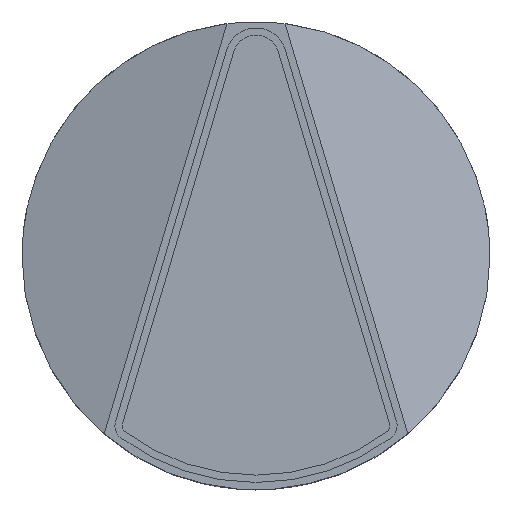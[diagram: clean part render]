
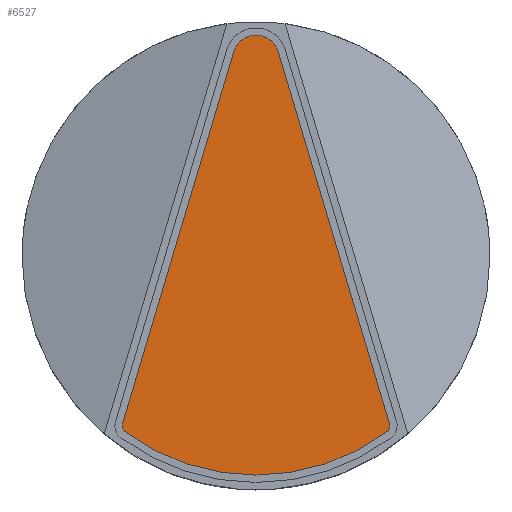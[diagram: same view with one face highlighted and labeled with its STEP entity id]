
A CAD part, top view. The second image highlights one B-rep face of the part: STEP entity #6527.
In plain terms, the highlighted planar face has unit normal (0, 0, 1).
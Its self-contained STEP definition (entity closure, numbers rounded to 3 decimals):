
#214 = LINE ( 'NONE', #966, #1041 ) ;
#647 = ORIENTED_EDGE ( 'NONE', *, *, #2025, .T. ) ;
#670 = DIRECTION ( 'NONE',  ( -0.287, 0.958, 0. ) ) ;
#687 = CARTESIAN_POINT ( 'NONE',  ( 0., 27., 18.5 ) ) ;
#730 = ORIENTED_EDGE ( 'NONE', *, *, #3729, .T. ) ;
#934 = CARTESIAN_POINT ( 'NONE',  ( 18.253, -22.992, 18.5 ) ) ;
#966 = CARTESIAN_POINT ( 'NONE',  ( -18.253, -22.992, 18.5 ) ) ;
#1035 = EDGE_CURVE ( 'NONE', #3671, #4074, #214, .T. ) ;
#1041 = VECTOR ( 'NONE', #5808, 1000. ) ;
#1090 = AXIS2_PLACEMENT_3D ( 'NONE', #2263, #2880, #6484 ) ;
#1165 = DIRECTION ( 'NONE',  ( -1., 0., 0. ) ) ;
#1322 = EDGE_CURVE ( 'NONE', #5071, #4800, #5911, .T. ) ;
#1334 = DIRECTION ( 'NONE',  ( 0., 0., 1. ) ) ;
#1905 = VERTEX_POINT ( 'NONE', #1985 ) ;
#1985 = CARTESIAN_POINT ( 'NONE',  ( 3.03, 27.906, 18.5 ) ) ;
#2025 = EDGE_CURVE ( 'NONE', #4074, #5854, #5502, .T. ) ;
#2032 = EDGE_CURVE ( 'NONE', #4800, #6407, #4350, .T. ) ;
#2149 = ORIENTED_EDGE ( 'NONE', *, *, #2032, .T. ) ;
#2263 = CARTESIAN_POINT ( 'NONE',  ( 0., 0., 18.5 ) ) ;
#2397 = CIRCLE ( 'NONE', #2601, 3.163 ) ;
#2516 = DIRECTION ( 'NONE',  ( 1., 0., 0. ) ) ;
#2567 = EDGE_CURVE ( 'NONE', #1905, #3671, #2397, .T. ) ;
#2601 = AXIS2_PLACEMENT_3D ( 'NONE', #687, #5522, #7324 ) ;
#2880 = DIRECTION ( 'NONE',  ( 0., 0., 1. ) ) ;
#3252 = CARTESIAN_POINT ( 'NONE',  ( -17.892, -24.081, 18.5 ) ) ;
#3336 = DIRECTION ( 'NONE',  ( 1., 0., 0. ) ) ;
#3671 = VERTEX_POINT ( 'NONE', #5347 ) ;
#3703 = CARTESIAN_POINT ( 'NONE',  ( -17.295, -23.278, 18.5 ) ) ;
#3729 = EDGE_CURVE ( 'NONE', #6407, #1905, #5005, .T. ) ;
#3856 = ORIENTED_EDGE ( 'NONE', *, *, #1322, .T. ) ;
#4056 = PLANE ( 'NONE',  #1090 ) ;
#4074 = VERTEX_POINT ( 'NONE', #5095 ) ;
#4105 = AXIS2_PLACEMENT_3D ( 'NONE', #6010, #7319, #4861 ) ;
#4350 = CIRCLE ( 'NONE', #5416, 1. ) ;
#4372 = AXIS2_PLACEMENT_3D ( 'NONE', #5543, #4944, #2516 ) ;
#4424 = VECTOR ( 'NONE', #670, 1000. ) ;
#4626 = DIRECTION ( 'NONE',  ( 0., 0., 1. ) ) ;
#4800 = VERTEX_POINT ( 'NONE', #7239 ) ;
#4861 = DIRECTION ( 'NONE',  ( 1., 0., 0. ) ) ;
#4944 = DIRECTION ( 'NONE',  ( 0., 0., 1. ) ) ;
#5005 = LINE ( 'NONE', #6657, #4424 ) ;
#5071 = VERTEX_POINT ( 'NONE', #7079 ) ;
#5095 = CARTESIAN_POINT ( 'NONE',  ( -18.253, -22.992, 18.5 ) ) ;
#5347 = CARTESIAN_POINT ( 'NONE',  ( -3.03, 27.906, 18.5 ) ) ;
#5416 = AXIS2_PLACEMENT_3D ( 'NONE', #6359, #4626, #3336 ) ;
#5502 = CIRCLE ( 'NONE', #6135, 1. ) ;
#5522 = DIRECTION ( 'NONE',  ( 0., 0., 1. ) ) ;
#5543 = CARTESIAN_POINT ( 'NONE',  ( 17.295, -23.278, 18.5 ) ) ;
#5808 = DIRECTION ( 'NONE',  ( -0.287, -0.958, 0. ) ) ;
#5854 = VERTEX_POINT ( 'NONE', #3252 ) ;
#5876 = ORIENTED_EDGE ( 'NONE', *, *, #2567, .T. ) ;
#5911 = CIRCLE ( 'NONE', #4372, 1. ) ;
#5949 = FACE_OUTER_BOUND ( 'NONE', #7302, .T. ) ;
#6010 = CARTESIAN_POINT ( 'NONE',  ( 0., 0., 18.5 ) ) ;
#6098 = EDGE_CURVE ( 'NONE', #5854, #5071, #6426, .T. ) ;
#6135 = AXIS2_PLACEMENT_3D ( 'NONE', #3703, #1334, #1165 ) ;
#6359 = CARTESIAN_POINT ( 'NONE',  ( 17.295, -23.278, 18.5 ) ) ;
#6407 = VERTEX_POINT ( 'NONE', #934 ) ;
#6426 = CIRCLE ( 'NONE', #4105, 30. ) ;
#6484 = DIRECTION ( 'NONE',  ( 1., 0., 0. ) ) ;
#6527 = ADVANCED_FACE ( 'NONE', ( #5949 ), #4056, .T. ) ;
#6590 = ORIENTED_EDGE ( 'NONE', *, *, #1035, .T. ) ;
#6657 = CARTESIAN_POINT ( 'NONE',  ( 18.253, -22.992, 18.5 ) ) ;
#6711 = ORIENTED_EDGE ( 'NONE', *, *, #6098, .T. ) ;
#7079 = CARTESIAN_POINT ( 'NONE',  ( 17.892, -24.081, 18.5 ) ) ;
#7239 = CARTESIAN_POINT ( 'NONE',  ( 18.295, -23.278, 18.5 ) ) ;
#7302 = EDGE_LOOP ( 'NONE', ( #730, #5876, #6590, #647, #6711, #3856, #2149 ) ) ;
#7319 = DIRECTION ( 'NONE',  ( 0., 0., 1. ) ) ;
#7324 = DIRECTION ( 'NONE',  ( -1., 0., 0. ) ) ;
